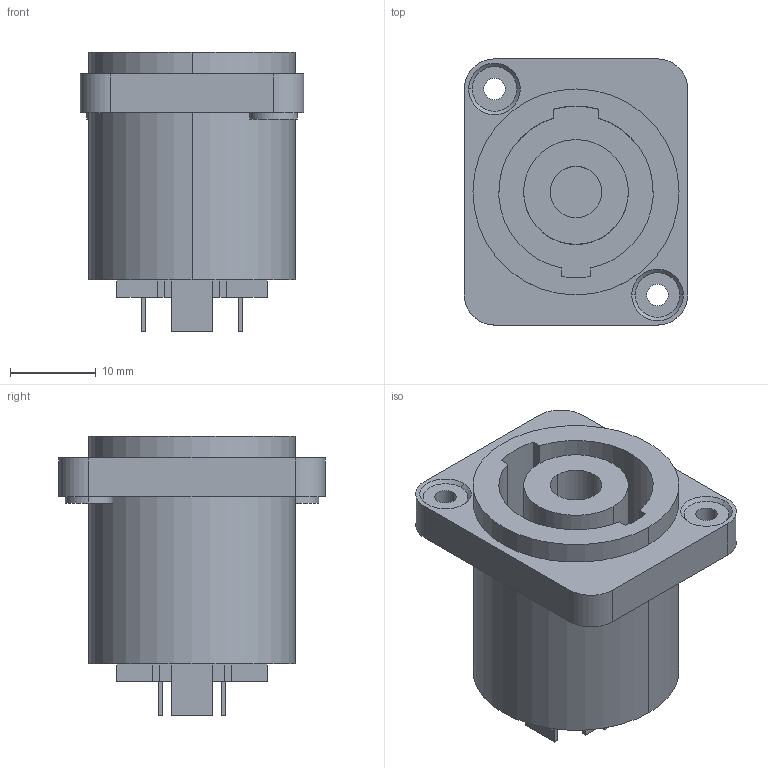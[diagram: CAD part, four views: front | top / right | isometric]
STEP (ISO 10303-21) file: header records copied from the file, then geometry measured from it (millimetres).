
FILE_DESCRIPTION((''),'2;1');
FILE_NAME('D-NL4MP-M3','2017-06-26T',('odo'),(''),'CREO PARAMETRIC BY PTC INC, 2016260','CREO PARAMETRIC BY PTC INC, 2016260','');
FILE_SCHEMA(('CONFIG_CONTROL_DESIGN'));
Length unit declared in the file: millimetre
Products named in the file (1): D-NL4MP-M3
Bounding box: 26 x 31 x 32.5 mm (x, y, z)
Volume: 10166 mm3; surface area: 6679.1 mm2
Topology: 1 solids, 1 shells, 96 faces, 240 edges, 160 vertices
Faces by surface type: plane 68, cylinder 24, cone 4
Entity records: 2906 total; most frequent: CARTESIAN_POINT 496, DIRECTION 488, ORIENTED_EDGE 480, EDGE_CURVE 240, VECTOR 184, LINE 184, VERTEX_POINT 160, AXIS2_PLACEMENT_3D 152
